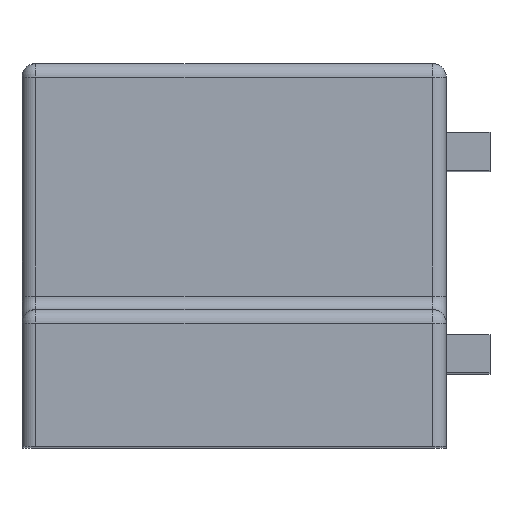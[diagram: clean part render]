
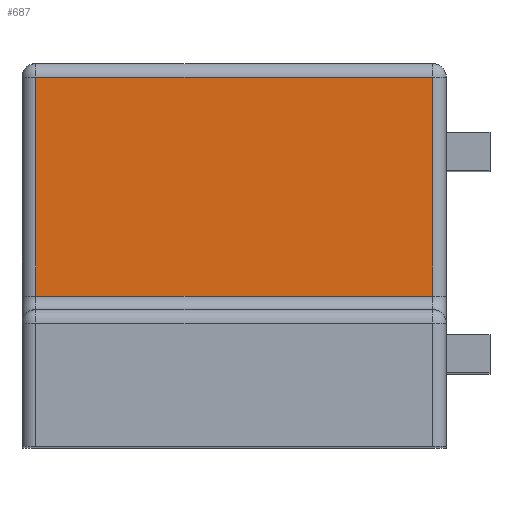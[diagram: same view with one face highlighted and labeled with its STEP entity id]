
A CAD part, top view. The second image highlights one B-rep face of the part: STEP entity #687.
In plain terms, the highlighted planar face has unit normal (0, 0, 1).
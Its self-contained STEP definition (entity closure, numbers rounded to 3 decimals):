
#54 = PLANE ( 'NONE',  #1038 ) ;
#194 = VECTOR ( 'NONE', #515, 1000. ) ;
#202 = ORIENTED_EDGE ( 'NONE', *, *, #1126, .T. ) ;
#235 = EDGE_CURVE ( 'NONE', #896, #972, #511, .T. ) ;
#240 = VECTOR ( 'NONE', #1293, 1000. ) ;
#325 = CARTESIAN_POINT ( 'NONE',  ( 15.5, 13.5, 15.5 ) ) ;
#342 = VERTEX_POINT ( 'NONE', #1374 ) ;
#380 = VECTOR ( 'NONE', #973, 1000. ) ;
#393 = CARTESIAN_POINT ( 'NONE',  ( 0.5, 5.5, 15.5 ) ) ;
#407 = LINE ( 'NONE', #1701, #430 ) ;
#430 = VECTOR ( 'NONE', #1568, 1000. ) ;
#511 = LINE ( 'NONE', #779, #240 ) ;
#515 = DIRECTION ( 'NONE',  ( 0., -1., 0. ) ) ;
#576 = VERTEX_POINT ( 'NONE', #393 ) ;
#580 = DIRECTION ( 'NONE',  ( 0., 0., -1. ) ) ;
#624 = EDGE_LOOP ( 'NONE', ( #1704, #899, #202, #1631 ) ) ;
#687 = ADVANCED_FACE ( 'NONE', ( #984 ), #54, .F. ) ;
#759 = EDGE_CURVE ( 'NONE', #576, #896, #407, .T. ) ;
#779 = CARTESIAN_POINT ( 'NONE',  ( 15., 14., 15.5 ) ) ;
#822 = CARTESIAN_POINT ( 'NONE',  ( 15., 5.5, 15.5 ) ) ;
#859 = DIRECTION ( 'NONE',  ( 0., 1., 0. ) ) ;
#896 = VERTEX_POINT ( 'NONE', #822 ) ;
#899 = ORIENTED_EDGE ( 'NONE', *, *, #235, .T. ) ;
#905 = LINE ( 'NONE', #1686, #194 ) ;
#972 = VERTEX_POINT ( 'NONE', #1068 ) ;
#973 = DIRECTION ( 'NONE',  ( -1., 0., 0. ) ) ;
#984 = FACE_OUTER_BOUND ( 'NONE', #624, .T. ) ;
#1038 = AXIS2_PLACEMENT_3D ( 'NONE', #1237, #580, #859 ) ;
#1068 = CARTESIAN_POINT ( 'NONE',  ( 15., 13.5, 15.5 ) ) ;
#1126 = EDGE_CURVE ( 'NONE', #972, #342, #1659, .T. ) ;
#1237 = CARTESIAN_POINT ( 'NONE',  ( 15.5, 14., 15.5 ) ) ;
#1293 = DIRECTION ( 'NONE',  ( 0., 1., 0. ) ) ;
#1374 = CARTESIAN_POINT ( 'NONE',  ( 0.5, 13.5, 15.5 ) ) ;
#1568 = DIRECTION ( 'NONE',  ( 1., 0., 0. ) ) ;
#1631 = ORIENTED_EDGE ( 'NONE', *, *, #1672, .T. ) ;
#1659 = LINE ( 'NONE', #325, #380 ) ;
#1672 = EDGE_CURVE ( 'NONE', #342, #576, #905, .T. ) ;
#1686 = CARTESIAN_POINT ( 'NONE',  ( 0.5, 14., 15.5 ) ) ;
#1701 = CARTESIAN_POINT ( 'NONE',  ( 15.5, 5.5, 15.5 ) ) ;
#1704 = ORIENTED_EDGE ( 'NONE', *, *, #759, .T. ) ;
